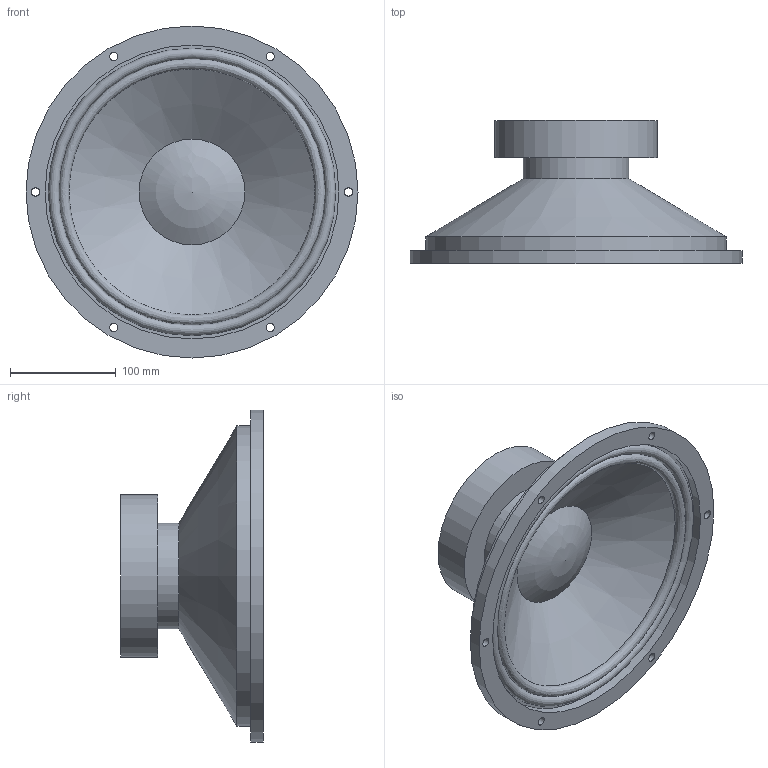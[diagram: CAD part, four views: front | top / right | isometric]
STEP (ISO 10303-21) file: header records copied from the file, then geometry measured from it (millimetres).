
FILE_DESCRIPTION(('FreeCAD Model'),'2;1');
FILE_NAME('PA_12in.step', '2020-04-03T16:58:10',('Author'),(''), 'Open CASCADE STEP processor 6.8','FreeCAD','Unknown');
FILE_SCHEMA(('AUTOMOTIVE_DESIGN_CC2 { 1 2 10303 214 -1 1 5 4 }'));
Length unit declared in the file: millimetre
Products named in the file (1): PA_12in
Bounding box: 314 x 135 x 314 mm (x, y, z)
Volume: 2697067.7 mm3; surface area: 260922.7 mm2
Topology: 1 solids, 1 shells, 21 faces, 43 edges, 27 vertices
Faces by surface type: cylinder 11, plane 5, revolution 2, cone 2, sphere 1
Full cylindrical faces by diameter (mm): 8 x6, 100 x1, 154 x1, 278 x1, 284 x1, 314 x1
Entity records: 1193 total; most frequent: CARTESIAN_POINT 243, DIRECTION 190, ORIENTED_EDGE 84, PCURVE 84, DEFINITIONAL_REPRESENTATION 84, LINE 76, VECTOR 76, AXIS2_PLACEMENT_3D 51
